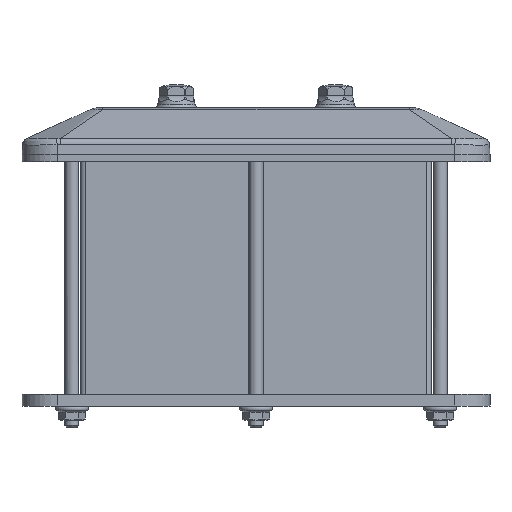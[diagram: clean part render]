
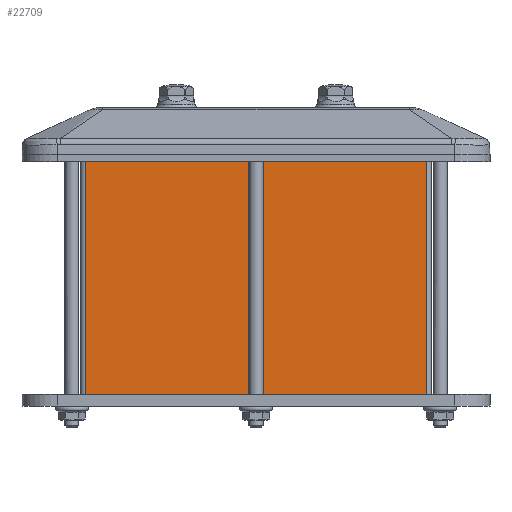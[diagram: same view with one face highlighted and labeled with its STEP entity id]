
A CAD part, front view. The second image highlights one B-rep face of the part: STEP entity #22709.
In plain terms, the highlighted planar face has unit normal (0, -1, 0).
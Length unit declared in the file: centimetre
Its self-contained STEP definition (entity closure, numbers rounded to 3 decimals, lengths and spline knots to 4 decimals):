
#1886=FACE_OUTER_BOUND('',#3343,.T.);
#3343=EDGE_LOOP('',(#17620,#17621,#17622,#17623));
#5902=LINE('',#36004,#7470);
#6042=LINE('',#37763,#7610);
#6052=LINE('',#37788,#7620);
#6053=LINE('',#37790,#7621);
#7470=VECTOR('',#29984,1.);
#7610=VECTOR('',#30972,1.);
#7620=VECTOR('',#31000,1.);
#7621=VECTOR('',#31003,1.);
#9043=VERTEX_POINT('',#36001);
#9044=VERTEX_POINT('',#36003);
#9378=VERTEX_POINT('',#37760);
#9385=VERTEX_POINT('',#37786);
#11709=EDGE_CURVE('',#9043,#9044,#5902,.T.);
#12245=EDGE_CURVE('',#9378,#9043,#6042,.T.);
#12258=EDGE_CURVE('',#9385,#9044,#6052,.T.);
#12259=EDGE_CURVE('',#9385,#9378,#6053,.T.);
#17620=ORIENTED_EDGE('',*,*,#12259,.F.);
#17621=ORIENTED_EDGE('',*,*,#12258,.T.);
#17622=ORIENTED_EDGE('',*,*,#11709,.F.);
#17623=ORIENTED_EDGE('',*,*,#12245,.F.);
#20385=PLANE('',#25185);
#22709=ADVANCED_FACE('',(#1886),#20385,.T.);
#25185=AXIS2_PLACEMENT_3D('',#37789,#31001,#31002);
#29984=DIRECTION('',(-1.,0.,0.));
#30972=DIRECTION('',(0.,0.,-1.));
#31000=DIRECTION('',(0.,0.,-1.));
#31001=DIRECTION('center_axis',(0.,-1.,0.));
#31002=DIRECTION('ref_axis',(-1.,0.,0.));
#31003=DIRECTION('',(1.,0.,0.));
#36001=CARTESIAN_POINT('',(7.29,-12.2812,-11.92));
#36003=CARTESIAN_POINT('',(-7.29,-12.2812,-11.92));
#36004=CARTESIAN_POINT('',(7.29,-12.2812,-11.92));
#37760=CARTESIAN_POINT('',(7.29,-12.2812,-1.92));
#37763=CARTESIAN_POINT('',(7.29,-12.2812,-1.92));
#37786=CARTESIAN_POINT('',(-7.29,-12.2812,-1.92));
#37788=CARTESIAN_POINT('',(-7.29,-12.2812,-1.92));
#37789=CARTESIAN_POINT('Origin',(7.29,-12.2812,-1.92));
#37790=CARTESIAN_POINT('',(3.645,-12.2812,-1.92));
